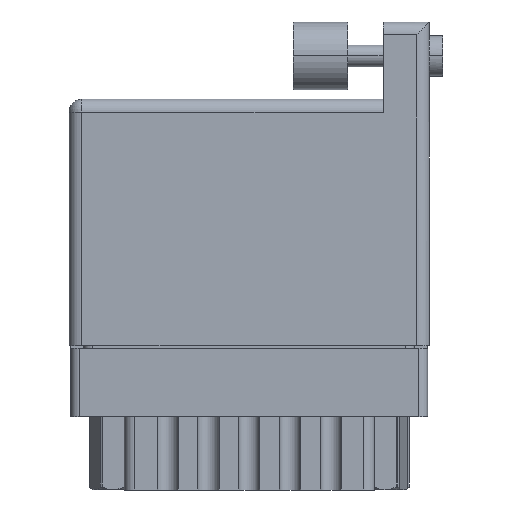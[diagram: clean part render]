
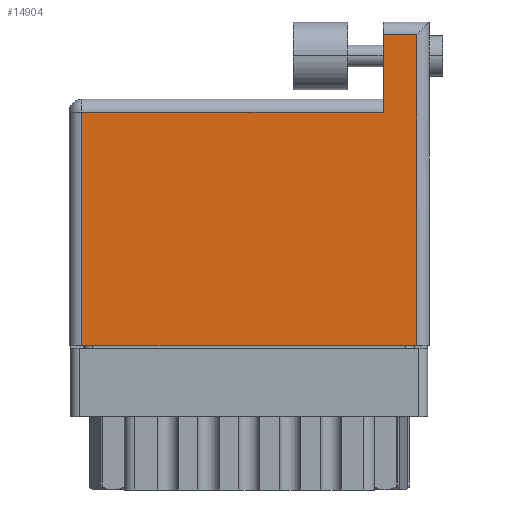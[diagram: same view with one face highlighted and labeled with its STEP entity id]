
A CAD part, front view. The second image highlights one B-rep face of the part: STEP entity #14904.
In plain terms, the highlighted face is planar.
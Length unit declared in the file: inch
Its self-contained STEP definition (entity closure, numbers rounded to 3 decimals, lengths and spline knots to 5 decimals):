
#64 = CARTESIAN_POINT ( 'NONE',  ( 0., 0., 0. ) ) ;
#103 = DIRECTION ( 'NONE',  ( 0., -1., 0. ) ) ;
#1567 = CARTESIAN_POINT ( 'NONE',  ( 0.047, 0., 0. ) ) ;
#2125 = ORIENTED_EDGE ( 'NONE', *, *, #13101, .T. ) ;
#3009 = CARTESIAN_POINT ( 'NONE',  ( 1.155, 1.19, 0. ) ) ;
#3649 = VECTOR ( 'NONE', #11735, 39.37008 ) ;
#4244 = DIRECTION ( 'NONE',  ( -1., 0., 0. ) ) ;
#4473 = VECTOR ( 'NONE', #22495, 39.37008 ) ;
#5046 = FACE_OUTER_BOUND ( 'NONE', #27770, .T. ) ;
#5056 = EDGE_CURVE ( 'NONE', #27941, #24178, #24931, .T. ) ;
#7647 = LINE ( 'NONE', #26916, #21984 ) ;
#8137 = CARTESIAN_POINT ( 'NONE',  ( 0., 0.906, 0. ) ) ;
#8495 = CARTESIAN_POINT ( 'NONE',  ( 1.278, 1.19, 0. ) ) ;
#9702 = ORIENTED_EDGE ( 'NONE', *, *, #5056, .T. ) ;
#11204 = ORIENTED_EDGE ( 'NONE', *, *, #25216, .T. ) ;
#11735 = DIRECTION ( 'NONE',  ( 0., 1., 0. ) ) ;
#12269 = ORIENTED_EDGE ( 'NONE', *, *, #16501, .T. ) ;
#12934 = ORIENTED_EDGE ( 'NONE', *, *, #27459, .T. ) ;
#13092 = PLANE ( 'NONE',  #16830 ) ;
#13101 = EDGE_CURVE ( 'NONE', #27076, #27487, #22868, .T. ) ;
#14904 = ADVANCED_FACE ( 'NONE', ( #5046 ), #13092, .F. ) ;
#14937 = VECTOR ( 'NONE', #20998, 39.37008 ) ;
#16501 = EDGE_CURVE ( 'NONE', #24178, #27076, #19661, .T. ) ;
#16830 = AXIS2_PLACEMENT_3D ( 'NONE', #8137, #27766, #35904 ) ;
#17556 = CARTESIAN_POINT ( 'NONE',  ( 0.047, 0., 0. ) ) ;
#18659 = CARTESIAN_POINT ( 'NONE',  ( 0.047, 0.859, 0. ) ) ;
#19661 = LINE ( 'NONE', #19713, #4473 ) ;
#19670 = VECTOR ( 'NONE', #22270, 39.37008 ) ;
#19713 = CARTESIAN_POINT ( 'NONE',  ( 1.155, 1.143, 0. ) ) ;
#20998 = DIRECTION ( 'NONE',  ( 0., -1., 0. ) ) ;
#21984 = VECTOR ( 'NONE', #4244, 39.37008 ) ;
#22033 = VECTOR ( 'NONE', #103, 39.37008 ) ;
#22270 = DIRECTION ( 'NONE',  ( 1., 0., 0. ) ) ;
#22495 = DIRECTION ( 'NONE',  ( -1., 0., 0. ) ) ;
#22868 = LINE ( 'NONE', #3009, #22033 ) ;
#23856 = CARTESIAN_POINT ( 'NONE',  ( 1.278, 0., 0. ) ) ;
#24178 = VERTEX_POINT ( 'NONE', #28639 ) ;
#24498 = LINE ( 'NONE', #1567, #14937 ) ;
#24931 = LINE ( 'NONE', #8495, #3649 ) ;
#25216 = EDGE_CURVE ( 'NONE', #27869, #27941, #27063, .T. ) ;
#26321 = EDGE_CURVE ( 'NONE', #27487, #26717, #7647, .T. ) ;
#26717 = VERTEX_POINT ( 'NONE', #18659 ) ;
#26916 = CARTESIAN_POINT ( 'NONE',  ( 0., 0.859, 0. ) ) ;
#27063 = LINE ( 'NONE', #64, #19670 ) ;
#27076 = VERTEX_POINT ( 'NONE', #28544 ) ;
#27459 = EDGE_CURVE ( 'NONE', #26717, #27869, #24498, .T. ) ;
#27487 = VERTEX_POINT ( 'NONE', #31914 ) ;
#27766 = DIRECTION ( 'NONE',  ( 0., 0., -1. ) ) ;
#27770 = EDGE_LOOP ( 'NONE', ( #11204, #9702, #12269, #2125, #28200, #12934 ) ) ;
#27869 = VERTEX_POINT ( 'NONE', #17556 ) ;
#27941 = VERTEX_POINT ( 'NONE', #23856 ) ;
#28200 = ORIENTED_EDGE ( 'NONE', *, *, #26321, .T. ) ;
#28544 = CARTESIAN_POINT ( 'NONE',  ( 1.155, 1.143, 0. ) ) ;
#28639 = CARTESIAN_POINT ( 'NONE',  ( 1.278, 1.143, 0. ) ) ;
#31914 = CARTESIAN_POINT ( 'NONE',  ( 1.155, 0.859, 0. ) ) ;
#35904 = DIRECTION ( 'NONE',  ( -1., 0., 0. ) ) ;
